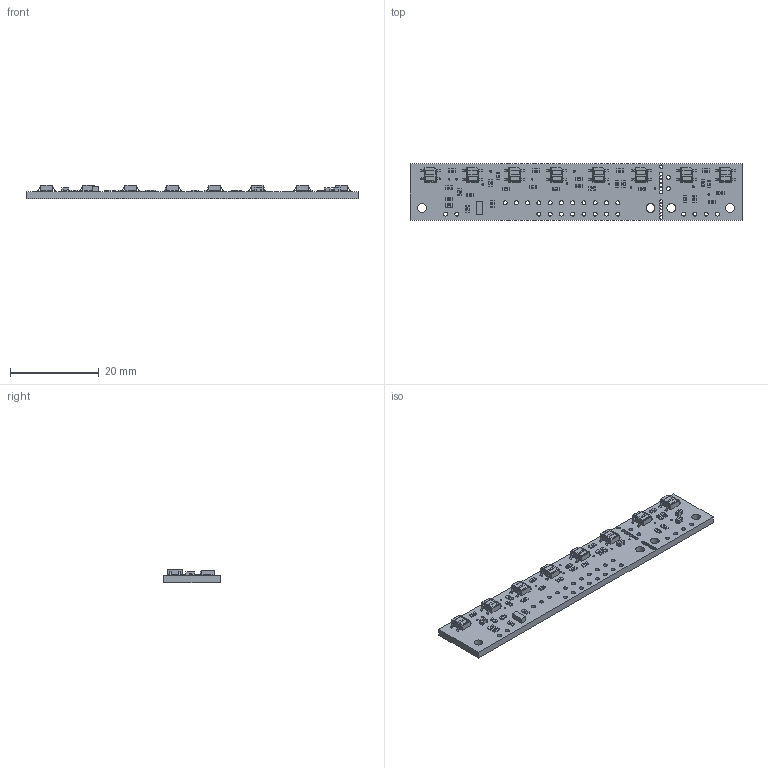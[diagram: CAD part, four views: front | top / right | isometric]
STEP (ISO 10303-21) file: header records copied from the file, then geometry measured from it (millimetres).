
FILE_DESCRIPTION(('Open CASCADE Model'),'2;1');
FILE_NAME('Open CASCADE Shape Model','2021-09-30T13:42:08',('Author'),( 'Open CASCADE'),'Open CASCADE STEP processor 6.8','Open CASCADE 6.8' ,'Unknown');
FILE_SCHEMA(('AUTOMOTIVE_DESIGN { 1 0 10303 214 1 1 1 1 }'));
Length unit declared in the file: millimetre
Products named in the file (45): PCB; BoardQTR-8A; Open CASCADE STEP translator 6.8 6.1.1; R20QTR-8A; SW3dPS-0603_SMD_Resistor; R23QTR-8A; R21QTR-8A; R22QTR-8A; C3QTR-8A; User_Library-User_Library-cap0603_cap0603_body; C4QTR-8A; C2QTR-8A; R17QTR-8A; R18QTR-8A; R15QTR-8A; R10QTR-8A; R9QTR-8A; R16QTR-8A; R7QTR-8A; R4QTR-8A; R8QTR-8A; R5QTR-8A; R19QTR-8A; R13QTR-8A; R6QTR-8A; R2QTR-8A; R3QTR-8A; C1QTR-8A; R1QTR-8A; R11QTR-8A; QTR-8A; R12QTR-8A; R14QTR-8A; Q1QTR-8A; 6521653344; Extruded; IR8QTR-8A; sop-4-little; IR7QTR-8A; IR6QTR-8A ...
Assembly tree (77 placements, depth 4):
  PCB
    BoardQTR-8A
      Open CASCADE STEP translator 6.8 6.1.1
    R20QTR-8A
      SW3dPS-0603_SMD_Resistor
    R23QTR-8A
      SW3dPS-0603_SMD_Resistor
    R21QTR-8A
      SW3dPS-0603_SMD_Resistor
    R22QTR-8A
      SW3dPS-0603_SMD_Resistor
    C3QTR-8A
      User_Library-User_Library-cap0603_cap0603_body
    C4QTR-8A
      User_Library-User_Library-cap0603_cap0603_body
    C2QTR-8A
      User_Library-User_Library-cap0603_cap0603_body
    R17QTR-8A
      SW3dPS-0603_SMD_Resistor
    R18QTR-8A
      SW3dPS-0603_SMD_Resistor
    R15QTR-8A
      SW3dPS-0603_SMD_Resistor
    R10QTR-8A
      SW3dPS-0603_SMD_Resistor
    R9QTR-8A
      SW3dPS-0603_SMD_Resistor
    R16QTR-8A
      SW3dPS-0603_SMD_Resistor
    R7QTR-8A
      SW3dPS-0603_SMD_Resistor
    R4QTR-8A
      SW3dPS-0603_SMD_Resistor
    R8QTR-8A
      SW3dPS-0603_SMD_Resistor
    R5QTR-8A
      SW3dPS-0603_SMD_Resistor
    R19QTR-8A
      SW3dPS-0603_SMD_Resistor
    R13QTR-8A
      SW3dPS-0603_SMD_Resistor
    R6QTR-8A
      SW3dPS-0603_SMD_Resistor
    R2QTR-8A
      SW3dPS-0603_SMD_Resistor
    R3QTR-8A
      SW3dPS-0603_SMD_Resistor
    C1QTR-8A
      User_Library-User_Library-cap0603_cap0603_body
    R1QTR-8A
      SW3dPS-0603_SMD_Resistor
    R11QTR-8A
      SW3dPS-0603_SMD_Resistor
    QTR-8A
      SW3dPS-0603_SMD_Resistor
    R12QTR-8A
      SW3dPS-0603_SMD_Resistor
    R14QTR-8A
      SW3dPS-0603_SMD_Resistor
    Q1QTR-8A
Bounding box: 74.93 x 12.7 x 3.09 mm (x, y, z)
Volume: 1579.4 mm3; surface area: 2807.2 mm2
Topology: 38 solids, 38 shells, 3150 faces, 7778 edges, 4652 vertices
Faces by surface type: plane 1232, bspline 972, cylinder 722, sphere 224
Full cylindrical faces by diameter (mm): 0.381 x12, 0.762 x7, 0.9 x27, 2 x4
Entity records: 16428 total; most frequent: CARTESIAN_POINT 4877, ORIENTED_EDGE 1936, DIRECTION 1870, EDGE_CURVE 968, LINE 676, VECTOR 676, VERTEX_POINT 620, AXIS2_PLACEMENT_3D 597
